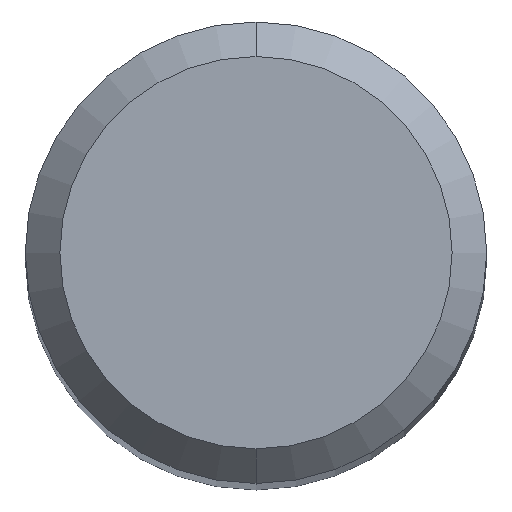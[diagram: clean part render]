
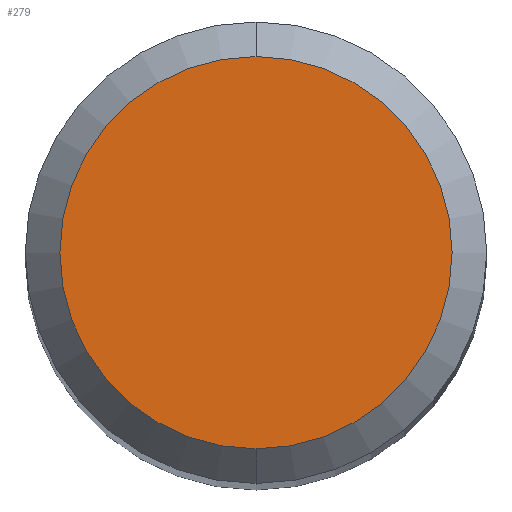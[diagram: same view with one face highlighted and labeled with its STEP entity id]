
A CAD part, top view. The second image highlights one B-rep face of the part: STEP entity #279.
In plain terms, the highlighted planar face has unit normal (0, 0, 1).
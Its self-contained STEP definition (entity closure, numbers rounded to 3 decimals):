
#279=ADVANCED_FACE('',(#598),#599,.T.);
#283=VERTEX_POINT('',#603);
#385=EDGE_CURVE('',#447,#283,#714,.T.);
#447=VERTEX_POINT('',#781);
#463=EDGE_CURVE('',#283,#447,#800,.T.);
#598=FACE_OUTER_BOUND('',#1007,.T.);
#599=PLANE('',#1008);
#603=CARTESIAN_POINT('',(0.,-1.7,0.0));
#714=CIRCLE('',#1236,1.7);
#781=CARTESIAN_POINT('',(0.0,1.7,0.0));
#800=CIRCLE('',#1443,1.7);
#1007=EDGE_LOOP('',(#1584,#1585));
#1008=AXIS2_PLACEMENT_3D('',#1586,#1587,#1588);
#1236=AXIS2_PLACEMENT_3D('',#1703,#1704,#1705);
#1443=AXIS2_PLACEMENT_3D('',#1802,#1803,#1804);
#1584=ORIENTED_EDGE('',*,*,#385,.F.);
#1585=ORIENTED_EDGE('',*,*,#463,.F.);
#1586=CARTESIAN_POINT('',(0.0,0.85,0.0));
#1587=DIRECTION('',(-0.0,0.0,1.0));
#1588=DIRECTION('',(0.0,-1.0,0.0));
#1703=CARTESIAN_POINT('',(0.0,0.0,0.0));
#1704=DIRECTION('',(0.0,0.0,-1.0));
#1705=DIRECTION('',(0.0,1.0,0.0));
#1802=CARTESIAN_POINT('',(0.0,0.0,0.0));
#1803=DIRECTION('',(0.0,0.0,-1.0));
#1804=DIRECTION('',(0.0,1.0,0.0));
